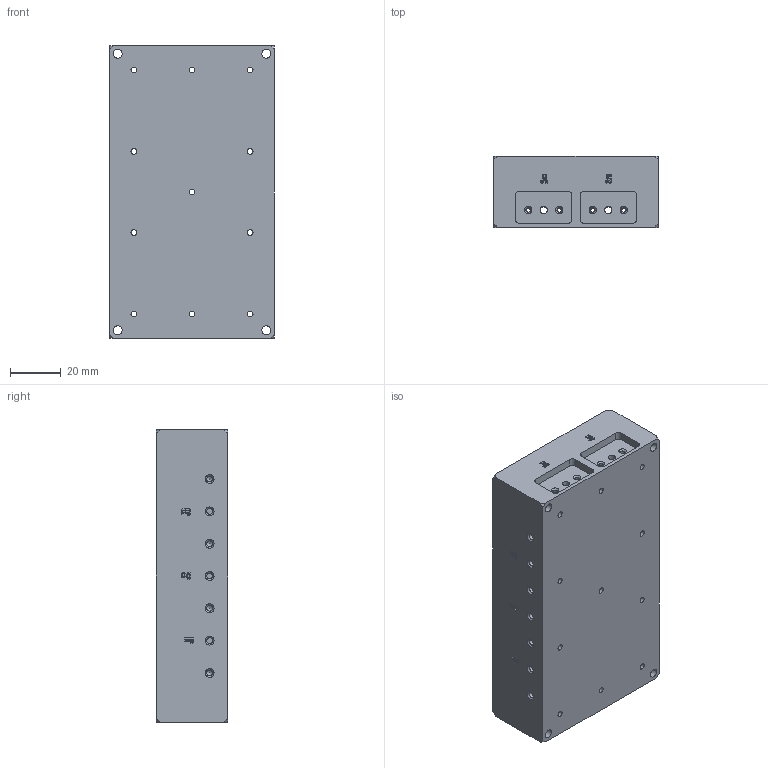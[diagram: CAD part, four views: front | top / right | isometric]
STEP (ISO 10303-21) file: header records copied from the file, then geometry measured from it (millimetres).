
FILE_DESCRIPTION (( 'STEP AP214' ), '1' );
FILE_NAME ('D1900377-v7.STEP', '2019-11-01T16:59:58', ( '' ), ( '' ), 'SwSTEP 2.0', 'SolidWorks 2019', '' );
FILE_SCHEMA (( 'AUTOMOTIVE_DESIGN' ));
Length unit declared in the file: inch
Products named in the file (1): D1900377-v7
Bounding box: 64.77 x 27.94 x 115.06 mm (x, y, z)
Volume: 80215.2 mm3; surface area: 35511.7 mm2
Topology: 1 solids, 1 shells, 411 faces, 1112 edges, 724 vertices
Faces by surface type: plane 211, bspline 80, cylinder 66, cone 54
Full cylindrical faces by diameter (mm): 1.778 x8, 2.261 x30, 2.845 x4, 3.454 x4
Entity records: 15356 total; most frequent: CARTESIAN_POINT 5296, ORIENTED_EDGE 1988, DIRECTION 1668, EDGE_CURVE 994, VERTEX_POINT 706, LINE 664, VECTOR 664, EDGE_LOOP 592
